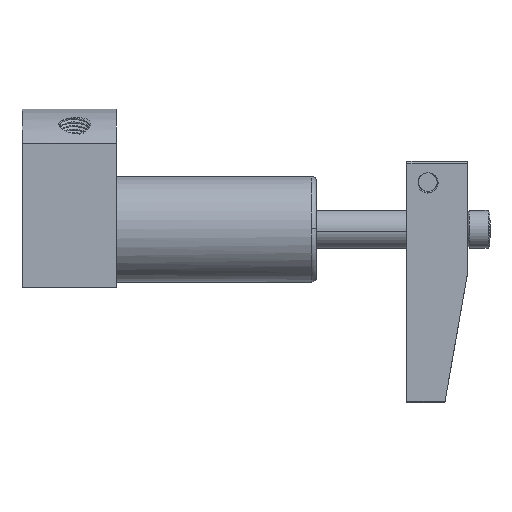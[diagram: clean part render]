
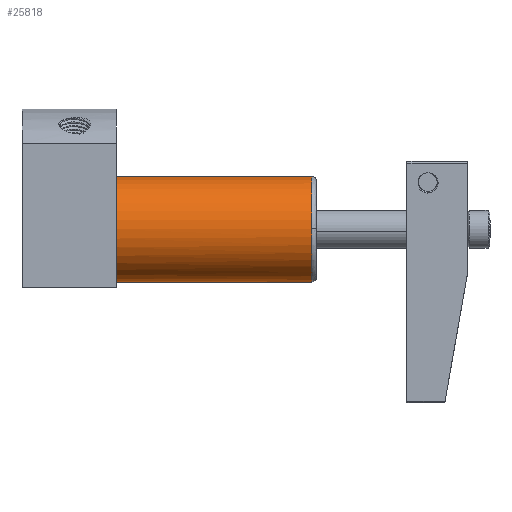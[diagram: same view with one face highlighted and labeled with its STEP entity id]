
A CAD part, front view. The second image highlights one B-rep face of the part: STEP entity #25818.
In plain terms, the highlighted cylindrical face has radius 14 mm (diameter 28 mm), a partial arc.
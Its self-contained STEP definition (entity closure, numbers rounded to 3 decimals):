
#1488 = VECTOR ( 'NONE', #3095, 1000. ) ;
#3095 = DIRECTION ( 'NONE',  ( 1., 0., 0. ) ) ;
#3852 = CARTESIAN_POINT ( 'NONE',  ( 51.75, 0., 0. ) ) ;
#4763 = CARTESIAN_POINT ( 'NONE',  ( 0., 0., -14. ) ) ;
#5319 = DIRECTION ( 'NONE',  ( 1., 0., 0. ) ) ;
#5916 = EDGE_CURVE ( 'NONE', #8556, #23605, #43264, .T. ) ;
#6449 = AXIS2_PLACEMENT_3D ( 'NONE', #3852, #34412, #26019 ) ;
#7948 = EDGE_CURVE ( 'NONE', #34043, #33080, #20624, .T. ) ;
#8556 = VERTEX_POINT ( 'NONE', #30087 ) ;
#8778 = CARTESIAN_POINT ( 'NONE',  ( 51.75, 0., 14. ) ) ;
#9127 = EDGE_CURVE ( 'NONE', #33080, #8556, #24730, .T. ) ;
#9331 = CARTESIAN_POINT ( 'NONE',  ( 51.75, -13.999, 0.157 ) ) ;
#12804 = CARTESIAN_POINT ( 'NONE',  ( 51.75, 0., 0. ) ) ;
#13174 = DIRECTION ( 'NONE',  ( 0., 0., -1. ) ) ;
#13797 = ORIENTED_EDGE ( 'NONE', *, *, #9127, .T. ) ;
#16090 = CARTESIAN_POINT ( 'NONE',  ( 0., 0., -14. ) ) ;
#18687 = ORIENTED_EDGE ( 'NONE', *, *, #51577, .T. ) ;
#20624 = CIRCLE ( 'NONE', #21098, 14. ) ;
#21098 = AXIS2_PLACEMENT_3D ( 'NONE', #51042, #38041, #55442 ) ;
#23605 = VERTEX_POINT ( 'NONE', #9331 ) ;
#24069 = EDGE_CURVE ( 'NONE', #34043, #32925, #51178, .T. ) ;
#24471 = ORIENTED_EDGE ( 'NONE', *, *, #24069, .F. ) ;
#24730 = LINE ( 'NONE', #16090, #1488 ) ;
#25263 = AXIS2_PLACEMENT_3D ( 'NONE', #47127, #29551, #34305 ) ;
#25818 = ADVANCED_FACE ( 'NONE', ( #47725 ), #25849, .T. ) ;
#25849 = CYLINDRICAL_SURFACE ( 'NONE', #25263, 14. ) ;
#26019 = DIRECTION ( 'NONE',  ( 0., 0., -1. ) ) ;
#27039 = CARTESIAN_POINT ( 'NONE',  ( 0., 0., 14. ) ) ;
#27931 = VECTOR ( 'NONE', #5319, 1000. ) ;
#27946 = AXIS2_PLACEMENT_3D ( 'NONE', #12804, #47949, #13174 ) ;
#29166 = EDGE_LOOP ( 'NONE', ( #24471, #37839, #13797, #55050, #18687 ) ) ;
#29551 = DIRECTION ( 'NONE',  ( 1., 0., 0. ) ) ;
#30087 = CARTESIAN_POINT ( 'NONE',  ( 51.75, 0., -14. ) ) ;
#32925 = VERTEX_POINT ( 'NONE', #8778 ) ;
#33080 = VERTEX_POINT ( 'NONE', #4763 ) ;
#34043 = VERTEX_POINT ( 'NONE', #27039 ) ;
#34305 = DIRECTION ( 'NONE',  ( 0., 0., -1. ) ) ;
#34412 = DIRECTION ( 'NONE',  ( -1., 0., 0. ) ) ;
#37839 = ORIENTED_EDGE ( 'NONE', *, *, #7948, .T. ) ;
#38041 = DIRECTION ( 'NONE',  ( 1., 0., 0. ) ) ;
#43264 = CIRCLE ( 'NONE', #6449, 14. ) ;
#44150 = CIRCLE ( 'NONE', #27946, 14. ) ;
#47127 = CARTESIAN_POINT ( 'NONE',  ( 0., 0., 0. ) ) ;
#47725 = FACE_OUTER_BOUND ( 'NONE', #29166, .T. ) ;
#47949 = DIRECTION ( 'NONE',  ( -1., 0., 0. ) ) ;
#48892 = CARTESIAN_POINT ( 'NONE',  ( 0., 0., 14. ) ) ;
#51042 = CARTESIAN_POINT ( 'NONE',  ( 0., 0., 0. ) ) ;
#51178 = LINE ( 'NONE', #48892, #27931 ) ;
#51577 = EDGE_CURVE ( 'NONE', #23605, #32925, #44150, .T. ) ;
#55050 = ORIENTED_EDGE ( 'NONE', *, *, #5916, .T. ) ;
#55442 = DIRECTION ( 'NONE',  ( 0., 0., -1. ) ) ;
